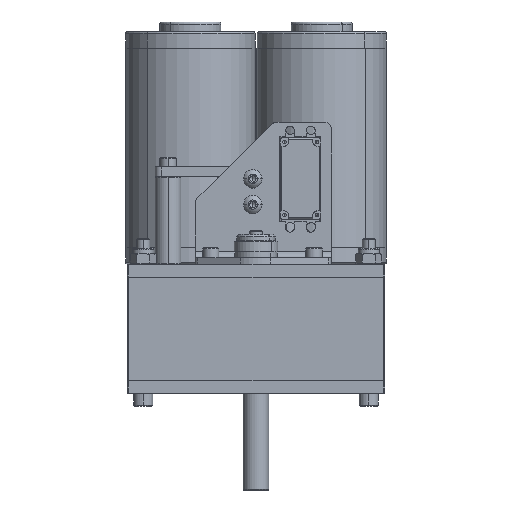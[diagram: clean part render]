
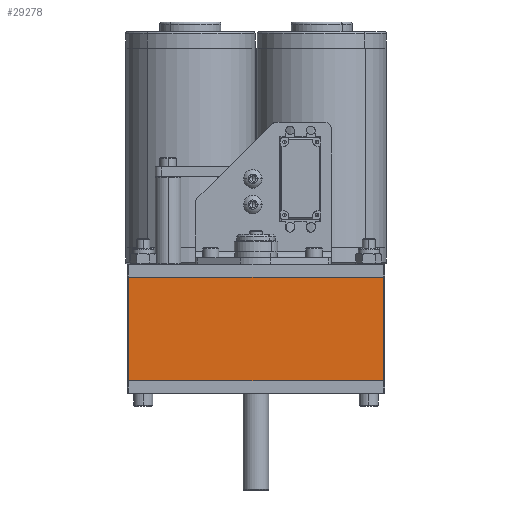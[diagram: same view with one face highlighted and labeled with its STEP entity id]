
A CAD part, front view. The second image highlights one B-rep face of the part: STEP entity #29278.
In plain terms, the highlighted face is planar.
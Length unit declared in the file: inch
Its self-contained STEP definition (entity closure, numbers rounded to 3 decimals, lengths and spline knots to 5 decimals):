
#7783 = CARTESIAN_POINT ( 'NONE',  ( -0.282, 0.312, 2.003 ) ) ;
#7784 = DIRECTION ( 'NONE',  ( -1., 0., 0. ) ) ;
#7903 = CARTESIAN_POINT ( 'NONE',  ( -0.282, 0.312, 0. ) ) ;
#7914 = DIRECTION ( 'NONE',  ( -1., 0., 0. ) ) ;
#7962 = CARTESIAN_POINT ( 'NONE',  ( 4.658, 0.312, 2.003 ) ) ;
#7963 = DIRECTION ( 'NONE',  ( 0., 0., -1. ) ) ;
#7964 = CARTESIAN_POINT ( 'NONE',  ( -0.282, 0.312, 2.003 ) ) ;
#7965 = DIRECTION ( 'NONE',  ( 0., 0., -1. ) ) ;
#11209 = LINE ( 'NONE', #7783, #11210 ) ;
#11210 = VECTOR ( 'NONE', #7784, 39.37008 ) ;
#11242 = VECTOR ( 'NONE', #7914, 39.37008 ) ;
#11247 = LINE ( 'NONE', #7903, #11242 ) ;
#11274 = LINE ( 'NONE', #7962, #11275 ) ;
#11275 = VECTOR ( 'NONE', #7963, 39.37008 ) ;
#11276 = LINE ( 'NONE', #7964, #11277 ) ;
#11277 = VECTOR ( 'NONE', #7965, 39.37008 ) ;
#17357 = ORIENTED_EDGE ( 'NONE', *, *, #40469, .T. ) ;
#17361 = ORIENTED_EDGE ( 'NONE', *, *, #40517, .F. ) ;
#17364 = ORIENTED_EDGE ( 'NONE', *, *, #40387, .F. ) ;
#17368 = ORIENTED_EDGE ( 'NONE', *, *, #40514, .T. ) ;
#21183 = EDGE_LOOP ( 'NONE', ( #17357, #17361, #17364, #17368 ) ) ;
#29278 = ADVANCED_FACE ( 'NONE', ( #42689 ), #45257, .F. ) ;
#31071 = VERTEX_POINT ( 'NONE', #51535 ) ;
#31072 = VERTEX_POINT ( 'NONE', #51536 ) ;
#31098 = VERTEX_POINT ( 'NONE', #51562 ) ;
#31099 = VERTEX_POINT ( 'NONE', #51563 ) ;
#40387 = EDGE_CURVE ( 'NONE', #31071, #31072, #11209, .T. ) ;
#40469 = EDGE_CURVE ( 'NONE', #31099, #31098, #11247, .T. ) ;
#40514 = EDGE_CURVE ( 'NONE', #31071, #31099, #11274, .T. ) ;
#40517 = EDGE_CURVE ( 'NONE', #31072, #31098, #11276, .T. ) ;
#42689 = FACE_OUTER_BOUND ( 'NONE', #21183, .T. ) ;
#45255 = CARTESIAN_POINT ( 'NONE',  ( -0.282, 0.312, 2.003 ) ) ;
#45257 = PLANE ( 'NONE',  #61311 ) ;
#45260 = DIRECTION ( 'NONE',  ( 0., -1., 0. ) ) ;
#45261 = DIRECTION ( 'NONE',  ( 0., 0., -1. ) ) ;
#51535 = CARTESIAN_POINT ( 'NONE',  ( 4.658, 0.312, 2.003 ) ) ;
#51536 = CARTESIAN_POINT ( 'NONE',  ( -0.282, 0.312, 2.003 ) ) ;
#51562 = CARTESIAN_POINT ( 'NONE',  ( -0.282, 0.312, 0. ) ) ;
#51563 = CARTESIAN_POINT ( 'NONE',  ( 4.658, 0.312, 0. ) ) ;
#61311 = AXIS2_PLACEMENT_3D ( 'NONE', #45255, #45260, #45261 ) ;
